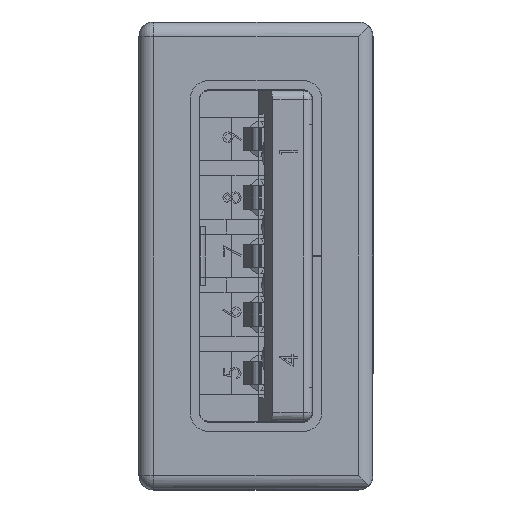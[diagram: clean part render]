
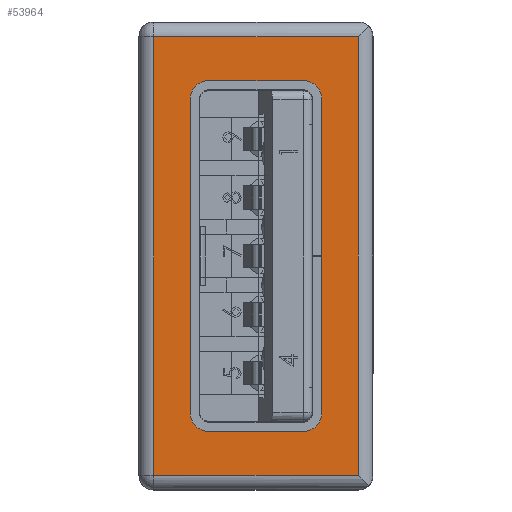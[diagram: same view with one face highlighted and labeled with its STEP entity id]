
A CAD part, left-side view. The second image highlights one B-rep face of the part: STEP entity #53964.
In plain terms, the highlighted planar face has unit normal (-1, 0, 0).
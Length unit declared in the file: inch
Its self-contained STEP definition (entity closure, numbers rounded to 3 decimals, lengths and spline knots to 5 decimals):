
#255 = CARTESIAN_POINT ( 'NONE',  ( -4.10236, 0.06339, -0.23622 ) ) ;
#2116 = CARTESIAN_POINT ( 'NONE',  ( -4.10236, -0.06339, -0.23622 ) ) ;
#2692 = VERTEX_POINT ( 'NONE', #64914 ) ;
#2980 = DIRECTION ( 'NONE',  ( 0., -1., 0. ) ) ;
#3518 = FACE_OUTER_BOUND ( 'NONE', #75049, .T. ) ;
#3835 = DIRECTION ( 'NONE',  ( 0., 0., -1. ) ) ;
#5607 = ORIENTED_EDGE ( 'NONE', *, *, #76673, .F. ) ;
#7972 = DIRECTION ( 'NONE',  ( 0., 1., 0. ) ) ;
#8299 = VECTOR ( 'NONE', #13360, 39.37008 ) ;
#8468 = VECTOR ( 'NONE', #53027, 39.37008 ) ;
#9359 = LINE ( 'NONE', #53438, #8299 ) ;
#9724 = CARTESIAN_POINT ( 'NONE',  ( -4.10236, -0.06339, 0.23622 ) ) ;
#9749 = AXIS2_PLACEMENT_3D ( 'NONE', #81083, #67070, #73552 ) ;
#10145 = VERTEX_POINT ( 'NONE', #13644 ) ;
#10703 = VERTEX_POINT ( 'NONE', #51316 ) ;
#10860 = CARTESIAN_POINT ( 'NONE',  ( -4.10236, 0.08858, 0.21102 ) ) ;
#11049 = VERTEX_POINT ( 'NONE', #10860 ) ;
#11205 = EDGE_CURVE ( 'NONE', #26711, #2692, #81498, .T. ) ;
#12167 = VECTOR ( 'NONE', #32692, 39.37008 ) ;
#12432 = VERTEX_POINT ( 'NONE', #19627 ) ;
#13360 = DIRECTION ( 'NONE',  ( 0., -1., 0. ) ) ;
#13644 = CARTESIAN_POINT ( 'NONE',  ( -4.10236, -0.06339, 0.23622 ) ) ;
#14714 = DIRECTION ( 'NONE',  ( 0., 0., 1. ) ) ;
#15293 = DIRECTION ( 'NONE',  ( -1., 0., 0. ) ) ;
#15337 = EDGE_LOOP ( 'NONE', ( #5607, #86404, #68306, #74135, #76120, #47028, #16365, #16347 ) ) ;
#16347 = ORIENTED_EDGE ( 'NONE', *, *, #37434, .F. ) ;
#16365 = ORIENTED_EDGE ( 'NONE', *, *, #33711, .F. ) ;
#16804 = VERTEX_POINT ( 'NONE', #255 ) ;
#18319 = CIRCLE ( 'NONE', #9749, 0.0252 ) ;
#19096 = EDGE_CURVE ( 'NONE', #12432, #10703, #71369, .T. ) ;
#19627 = CARTESIAN_POINT ( 'NONE',  ( -4.10236, -0.1378, -0.29528 ) ) ;
#26711 = VERTEX_POINT ( 'NONE', #65736 ) ;
#27592 = LINE ( 'NONE', #67916, #56764 ) ;
#27787 = VERTEX_POINT ( 'NONE', #60671 ) ;
#27968 = DIRECTION ( 'NONE',  ( -1., 0., 0. ) ) ;
#30627 = CARTESIAN_POINT ( 'NONE',  ( -4.10236, 0.06339, 0.23622 ) ) ;
#30768 = AXIS2_PLACEMENT_3D ( 'NONE', #40772, #27968, #54491 ) ;
#31005 = ORIENTED_EDGE ( 'NONE', *, *, #86591, .T. ) ;
#31997 = VECTOR ( 'NONE', #48943, 39.37008 ) ;
#32692 = DIRECTION ( 'NONE',  ( 0., 0., -1. ) ) ;
#33113 = DIRECTION ( 'NONE',  ( -1., 0., 0. ) ) ;
#33297 = VERTEX_POINT ( 'NONE', #60415 ) ;
#33542 = CARTESIAN_POINT ( 'NONE',  ( -4.10236, 0.1378, -0.31496 ) ) ;
#33711 = EDGE_CURVE ( 'NONE', #16804, #27787, #63757, .T. ) ;
#37216 = PLANE ( 'NONE',  #46309 ) ;
#37434 = EDGE_CURVE ( 'NONE', #75446, #16804, #18319, .T. ) ;
#39799 = DIRECTION ( 'NONE',  ( 0., 0., -1. ) ) ;
#40772 = CARTESIAN_POINT ( 'NONE',  ( -4.10236, 0.06339, 0.21102 ) ) ;
#40891 = LINE ( 'NONE', #79613, #8468 ) ;
#40969 = CIRCLE ( 'NONE', #30768, 0.0252 ) ;
#43176 = DIRECTION ( 'NONE',  ( 0., 0., 1. ) ) ;
#43652 = CARTESIAN_POINT ( 'NONE',  ( -4.10236, 0.1378, 0.29528 ) ) ;
#46309 = AXIS2_PLACEMENT_3D ( 'NONE', #57854, #51190, #3835 ) ;
#46740 = LINE ( 'NONE', #33542, #12167 ) ;
#47028 = ORIENTED_EDGE ( 'NONE', *, *, #85570, .F. ) ;
#47275 = AXIS2_PLACEMENT_3D ( 'NONE', #73124, #33113, #39799 ) ;
#48343 = CARTESIAN_POINT ( 'NONE',  ( -4.10236, 0.08858, -0.21102 ) ) ;
#48372 = VECTOR ( 'NONE', #43176, 39.37008 ) ;
#48764 = CIRCLE ( 'NONE', #86204, 0.0252 ) ;
#48943 = DIRECTION ( 'NONE',  ( 0., 1., 0. ) ) ;
#49687 = LINE ( 'NONE', #9724, #31997 ) ;
#51190 = DIRECTION ( 'NONE',  ( 1., 0., 0. ) ) ;
#51316 = CARTESIAN_POINT ( 'NONE',  ( -4.10236, -0.1378, 0.29528 ) ) ;
#51523 = DIRECTION ( 'NONE',  ( 0., 0., 1. ) ) ;
#53027 = DIRECTION ( 'NONE',  ( 0., 0., -1. ) ) ;
#53029 = EDGE_CURVE ( 'NONE', #33297, #12432, #9359, .T. ) ;
#53438 = CARTESIAN_POINT ( 'NONE',  ( -4.10236, -0.15748, -0.29528 ) ) ;
#53964 = ADVANCED_FACE ( 'NONE', ( #59968, #3518 ), #37216, .F. ) ;
#54491 = DIRECTION ( 'NONE',  ( 0., 0., -1. ) ) ;
#55149 = EDGE_CURVE ( 'NONE', #58613, #11049, #40969, .T. ) ;
#55323 = VERTEX_POINT ( 'NONE', #43652 ) ;
#55863 = CARTESIAN_POINT ( 'NONE',  ( -4.10236, -0.06339, 0.21102 ) ) ;
#56764 = VECTOR ( 'NONE', #7972, 39.37008 ) ;
#57854 = CARTESIAN_POINT ( 'NONE',  ( -4.10236, 0.15748, 0.31496 ) ) ;
#58613 = VERTEX_POINT ( 'NONE', #30627 ) ;
#58858 = EDGE_CURVE ( 'NONE', #2692, #10145, #48764, .T. ) ;
#59785 = EDGE_CURVE ( 'NONE', #10145, #58613, #49687, .T. ) ;
#59968 = FACE_BOUND ( 'NONE', #15337, .T. ) ;
#60415 = CARTESIAN_POINT ( 'NONE',  ( -4.10236, 0.1378, -0.29528 ) ) ;
#60671 = CARTESIAN_POINT ( 'NONE',  ( -4.10236, -0.06339, -0.23622 ) ) ;
#63757 = LINE ( 'NONE', #2116, #74278 ) ;
#64556 = ORIENTED_EDGE ( 'NONE', *, *, #53029, .T. ) ;
#64914 = CARTESIAN_POINT ( 'NONE',  ( -4.10236, -0.08858, 0.21102 ) ) ;
#65736 = CARTESIAN_POINT ( 'NONE',  ( -4.10236, -0.08858, -0.21102 ) ) ;
#67070 = DIRECTION ( 'NONE',  ( -1., 0., 0. ) ) ;
#67916 = CARTESIAN_POINT ( 'NONE',  ( -4.10236, 0.15748, 0.29528 ) ) ;
#68306 = ORIENTED_EDGE ( 'NONE', *, *, #59785, .F. ) ;
#68322 = ORIENTED_EDGE ( 'NONE', *, *, #79255, .T. ) ;
#68952 = VECTOR ( 'NONE', #51523, 39.37008 ) ;
#70337 = CARTESIAN_POINT ( 'NONE',  ( -4.10236, -0.1378, 0.31496 ) ) ;
#71369 = LINE ( 'NONE', #70337, #48372 ) ;
#73124 = CARTESIAN_POINT ( 'NONE',  ( -4.10236, -0.06339, -0.21102 ) ) ;
#73552 = DIRECTION ( 'NONE',  ( 0., 0., -1. ) ) ;
#74135 = ORIENTED_EDGE ( 'NONE', *, *, #58858, .F. ) ;
#74278 = VECTOR ( 'NONE', #2980, 39.37008 ) ;
#75049 = EDGE_LOOP ( 'NONE', ( #64556, #84132, #31005, #68322 ) ) ;
#75446 = VERTEX_POINT ( 'NONE', #48343 ) ;
#75841 = CIRCLE ( 'NONE', #47275, 0.0252 ) ;
#76120 = ORIENTED_EDGE ( 'NONE', *, *, #11205, .F. ) ;
#76673 = EDGE_CURVE ( 'NONE', #11049, #75446, #40891, .T. ) ;
#79255 = EDGE_CURVE ( 'NONE', #55323, #33297, #46740, .T. ) ;
#79613 = CARTESIAN_POINT ( 'NONE',  ( -4.10236, 0.08858, -0.21102 ) ) ;
#81083 = CARTESIAN_POINT ( 'NONE',  ( -4.10236, 0.06339, -0.21102 ) ) ;
#81498 = LINE ( 'NONE', #84786, #68952 ) ;
#84132 = ORIENTED_EDGE ( 'NONE', *, *, #19096, .T. ) ;
#84786 = CARTESIAN_POINT ( 'NONE',  ( -4.10236, -0.08858, -0.21102 ) ) ;
#85570 = EDGE_CURVE ( 'NONE', #27787, #26711, #75841, .T. ) ;
#86204 = AXIS2_PLACEMENT_3D ( 'NONE', #55863, #15293, #14714 ) ;
#86404 = ORIENTED_EDGE ( 'NONE', *, *, #55149, .F. ) ;
#86591 = EDGE_CURVE ( 'NONE', #10703, #55323, #27592, .T. ) ;
